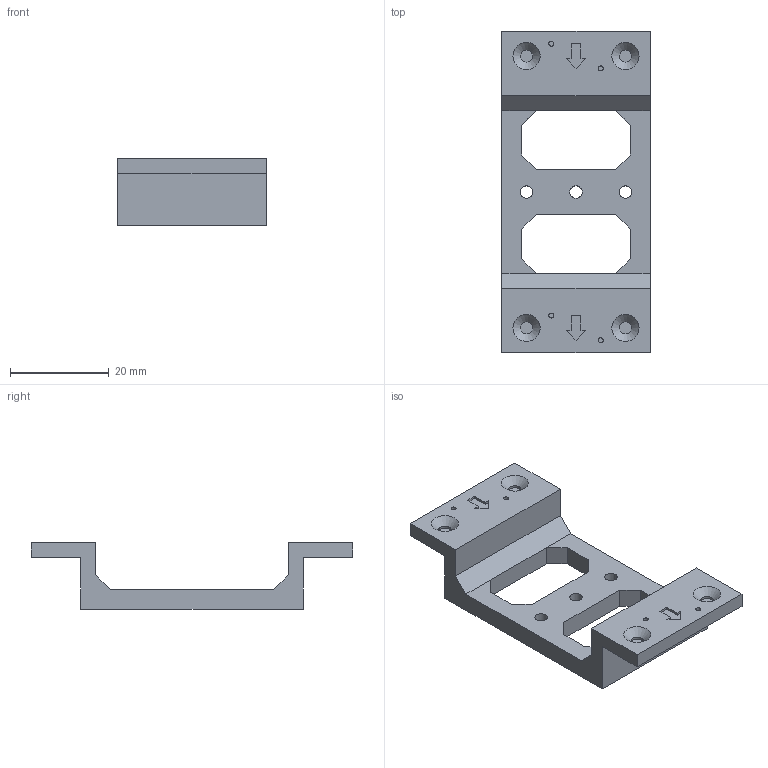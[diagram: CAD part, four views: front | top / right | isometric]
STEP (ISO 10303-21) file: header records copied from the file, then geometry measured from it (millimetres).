
FILE_DESCRIPTION(/* description */ (''),/* implementation_level */ '2;1');
FILE_NAME(/* name */ 'Helmholtz_Small_Holder.step',/* time_stamp */ '2025-04-11T09:40:41+01:00',/* author */ (''),/* organization */ (''),/* preprocessor_version */ 'ST-DEVELOPER v20.1',/* originating_system */ 'Autodesk Translation Framework v14.4.0.0',/* authorisation */ '');
FILE_SCHEMA (('AUTOMOTIVE_DESIGN { 1 0 10303 214 3 1 1 }'));
Length unit declared in the file: millimetre
Products named in the file (1): Holder
Bounding box: 30 x 65 x 13.5 mm (x, y, z)
Volume: 6947.6 mm3; surface area: 5499.6 mm2
Topology: 1 solids, 1 shells, 92 faces, 229 edges, 150 vertices
Faces by surface type: plane 77, cylinder 11, cone 4
Full cylindrical faces by diameter (mm): 1 x4, 2.5 x7
Entity records: 2755 total; most frequent: CARTESIAN_POINT 472, ORIENTED_EDGE 458, DIRECTION 441, EDGE_CURVE 229, LINE 203, VECTOR 203, VERTEX_POINT 150, AXIS2_PLACEMENT_3D 119
